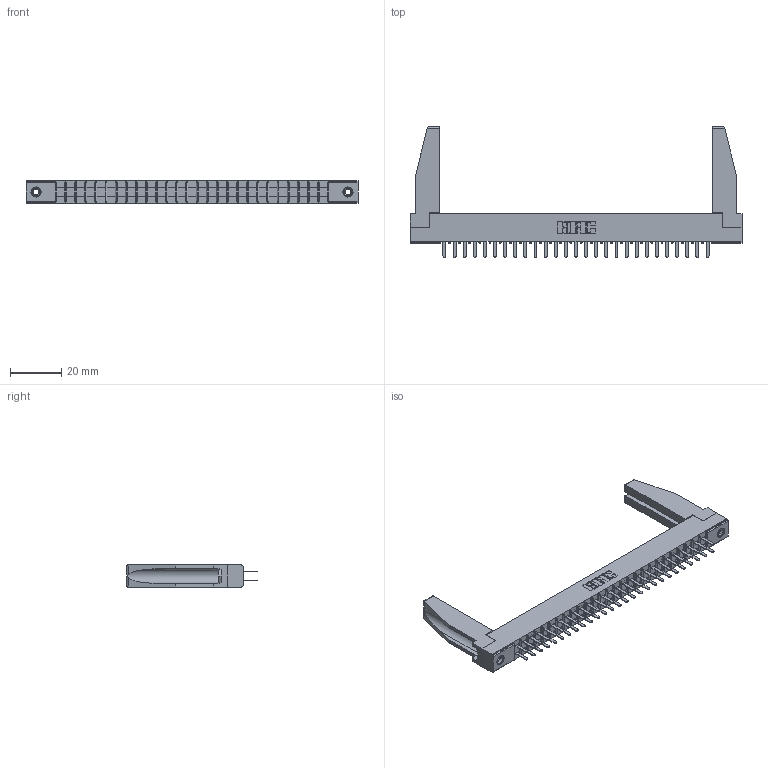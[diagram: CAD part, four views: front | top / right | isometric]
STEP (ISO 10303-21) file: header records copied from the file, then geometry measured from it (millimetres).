
FILE_DESCRIPTION (( 'STEP AP203' ), '1' );
FILE_NAME ('355-054-520-578.STEP', '2019-09-11T17:01:45', ( '' ), ( '' ), 'SwSTEP 2.0', 'SolidWorks 2016', '' );
FILE_SCHEMA (( 'CONFIG_CONTROL_DESIGN' ));
Length unit declared in the file: inch
Products named in the file (5): 305-290-001_520; 345-250-001_345-250-001-102; 307-220-078; 355-054-520-578; 305 Part_.156 Dia
Assembly tree (59 placements, depth 2):
  355-054-520-578
    305 Part_.156 Dia
    305-290-001_520  x54
    345-250-001_345-250-001-102  x2
    307-220-078  x2
Bounding box: 130 x 51.13 x 8.71 mm (x, y, z)
Volume: 11759.1 mm3; surface area: 19658.8 mm2
Topology: 59 solids, 59 shells, 2730 faces, 7747 edges, 5010 vertices
Faces by surface type: plane 1610, cylinder 996, sphere 108, cone 12, torus 4
Entity records: 33379 total; most frequent: CARTESIAN_POINT 5529, ORIENTED_EDGE 5444, DIRECTION 5318, EDGE_CURVE 2722, VECTOR 2184, LINE 2184, VERTEX_POINT 1736, AXIS2_PLACEMENT_3D 1567
